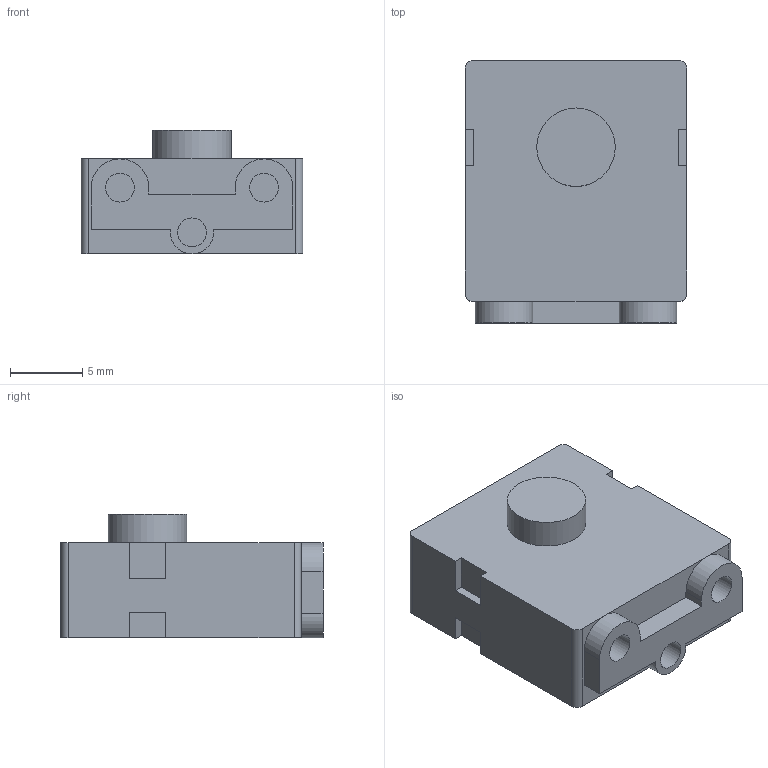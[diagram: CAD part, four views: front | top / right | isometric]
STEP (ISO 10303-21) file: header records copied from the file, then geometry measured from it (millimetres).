
FILE_DESCRIPTION(/* description */ (''),/* implementation_level */ '2;1');
FILE_NAME(/* name */ '1092 Tactile On Off Switch.step',/* time_stamp */ '2018-07-07T16:31:28-04:00',/* author */ ('Adafruit'),/* organization */ (''),/* preprocessor_version */ 'ST-DEVELOPER v17',/* originating_system */ 'Autodesk Translation Framework v7.1.0.215',/* authorisation */ '');
FILE_SCHEMA (('AUTOMOTIVE_DESIGN { 1 0 10303 214 3 1 1 }'));
Length unit declared in the file: millimetre
Products named in the file (1): Tactile On/Off Button
Bounding box: 15.4 x 18.2 x 8.6 mm (x, y, z)
Volume: 1797.5 mm3; surface area: 1066.9 mm2
Topology: 1 solids, 1 shells, 47 faces, 120 edges, 79 vertices
Faces by surface type: plane 36, cylinder 11
Full cylindrical faces by diameter (mm): 2 x3, 5.45 x1
Entity records: 1448 total; most frequent: CARTESIAN_POINT 247, DIRECTION 241, ORIENTED_EDGE 240, EDGE_CURVE 120, LINE 95, VECTOR 95, VERTEX_POINT 79, AXIS2_PLACEMENT_3D 73
